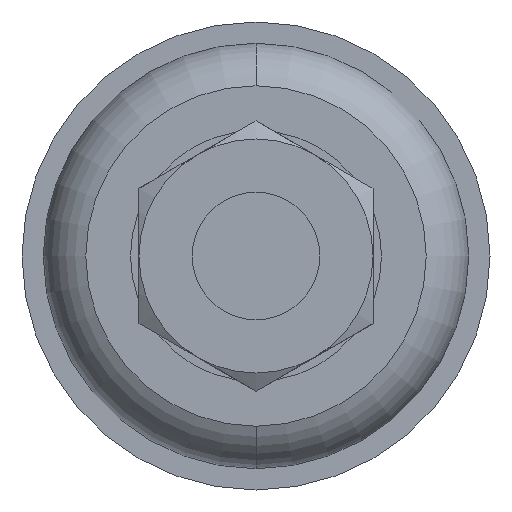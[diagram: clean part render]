
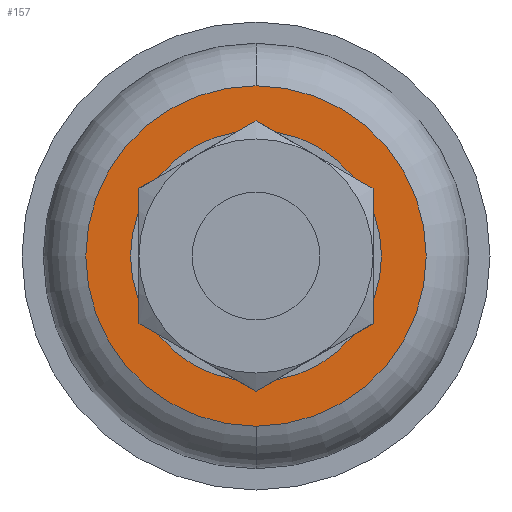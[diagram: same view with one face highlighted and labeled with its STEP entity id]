
A CAD part, front view. The second image highlights one B-rep face of the part: STEP entity #157.
In plain terms, the highlighted face is planar.
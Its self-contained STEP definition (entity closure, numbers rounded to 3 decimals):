
#94 = EDGE_CURVE ( 'NONE', #1158, #1175, #1113, .T. ) ;
#95 = EDGE_CURVE ( 'NONE', #1275, #1538, #1056, .T. ) ;
#98 = EDGE_CURVE ( 'NONE', #1538, #1275, #1108, .T. ) ;
#102 = EDGE_CURVE ( 'NONE', #1175, #1158, #1105, .T. ) ;
#157 = ADVANCED_FACE ( 'NONE', ( #840, #884 ), #1757, .T. ) ;
#410 = CARTESIAN_POINT ( 'NONE',  ( 1.5, 0., 1. ) ) ;
#424 = CARTESIAN_POINT ( 'NONE',  ( -1.5, 0., 1. ) ) ;
#439 = CARTESIAN_POINT ( 'NONE',  ( -4., 0., 1. ) ) ;
#459 = CARTESIAN_POINT ( 'NONE',  ( 4., 0., 1. ) ) ;
#840 = FACE_OUTER_BOUND ( 'NONE', #1675, .T. ) ;
#845 = AXIS2_PLACEMENT_3D ( 'NONE', #1756, #1755, #1754 ) ;
#884 = FACE_BOUND ( 'NONE', #1674, .T. ) ;
#890 = AXIS2_PLACEMENT_3D ( 'NONE', #1338, #1333, #1326 ) ;
#900 = AXIS2_PLACEMENT_3D ( 'NONE', #1224, #1238, #1222 ) ;
#926 = AXIS2_PLACEMENT_3D ( 'NONE', #1236, #1234, #1233 ) ;
#928 = AXIS2_PLACEMENT_3D ( 'NONE', #1232, #1231, #1239 ) ;
#1056 = CIRCLE ( 'NONE', #928, 4. ) ;
#1105 = CIRCLE ( 'NONE', #890, 1.5 ) ;
#1108 = CIRCLE ( 'NONE', #900, 4. ) ;
#1113 = CIRCLE ( 'NONE', #926, 1.5 ) ;
#1158 = VERTEX_POINT ( 'NONE', #410 ) ;
#1175 = VERTEX_POINT ( 'NONE', #424 ) ;
#1222 = DIRECTION ( 'NONE',  ( 1., 0., 0. ) ) ;
#1224 = CARTESIAN_POINT ( 'NONE',  ( 0., 0., 1. ) ) ;
#1231 = DIRECTION ( 'NONE',  ( 0., 0., 1. ) ) ;
#1232 = CARTESIAN_POINT ( 'NONE',  ( 0., 0., 1. ) ) ;
#1233 = DIRECTION ( 'NONE',  ( 1., 0., 0. ) ) ;
#1234 = DIRECTION ( 'NONE',  ( 0., 0., 1. ) ) ;
#1236 = CARTESIAN_POINT ( 'NONE',  ( 0., 0., 1. ) ) ;
#1238 = DIRECTION ( 'NONE',  ( 0., 0., 1. ) ) ;
#1239 = DIRECTION ( 'NONE',  ( 1., 0., 0. ) ) ;
#1259 = ORIENTED_EDGE ( 'NONE', *, *, #95, .T. ) ;
#1273 = ORIENTED_EDGE ( 'NONE', *, *, #98, .T. ) ;
#1274 = ORIENTED_EDGE ( 'NONE', *, *, #102, .F. ) ;
#1275 = VERTEX_POINT ( 'NONE', #439 ) ;
#1280 = ORIENTED_EDGE ( 'NONE', *, *, #94, .F. ) ;
#1326 = DIRECTION ( 'NONE',  ( 1., 0., 0. ) ) ;
#1333 = DIRECTION ( 'NONE',  ( 0., 0., 1. ) ) ;
#1338 = CARTESIAN_POINT ( 'NONE',  ( 0., 0., 1. ) ) ;
#1538 = VERTEX_POINT ( 'NONE', #459 ) ;
#1674 = EDGE_LOOP ( 'NONE', ( #1274, #1280 ) ) ;
#1675 = EDGE_LOOP ( 'NONE', ( #1259, #1273 ) ) ;
#1754 = DIRECTION ( 'NONE',  ( 1., 0., 0. ) ) ;
#1755 = DIRECTION ( 'NONE',  ( 0., 0., 1. ) ) ;
#1756 = CARTESIAN_POINT ( 'NONE',  ( 0., 0., 1. ) ) ;
#1757 = PLANE ( 'NONE',  #845 ) ;
